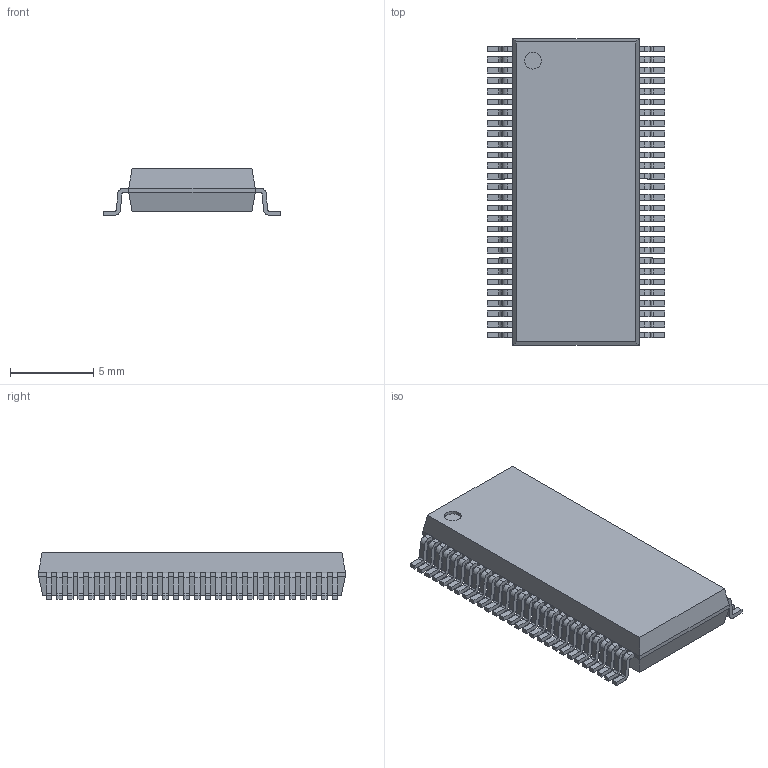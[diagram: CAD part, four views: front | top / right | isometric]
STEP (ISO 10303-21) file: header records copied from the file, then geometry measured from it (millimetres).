
FILE_DESCRIPTION((''),'2;1');
FILE_NAME('SOP63P1035X279-56N.stp','2010-11-01T12:26:44',(''),(''),'Mechanical Desktop 2010','Mechanical Desktop 2010',', , ');
FILE_SCHEMA(('AUTOMOTIVE_DESIGN { 1 2 10303 214 1 1 1 1 }'));
Length unit declared in the file: millimetre
Products named in the file (1): Product
Bounding box: 10.67 x 18.4 x 2.79 mm (x, y, z)
Volume: 361.3 mm3; surface area: 577.5 mm2
Topology: 57 solids, 57 shells, 804 faces, 2061 edges, 1372 vertices
Faces by surface type: plane 575, cylinder 226, bspline 3
Entity records: 24285 total; most frequent: CARTESIAN_POINT 4247, ORIENTED_EDGE 4122, DIRECTION 4117, EDGE_CURVE 2061, VECTOR 1609, LINE 1609, VERTEX_POINT 1372, AXIS2_PLACEMENT_3D 1254
